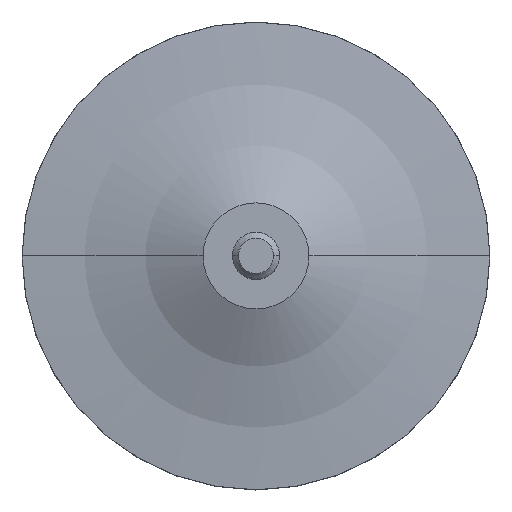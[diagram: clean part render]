
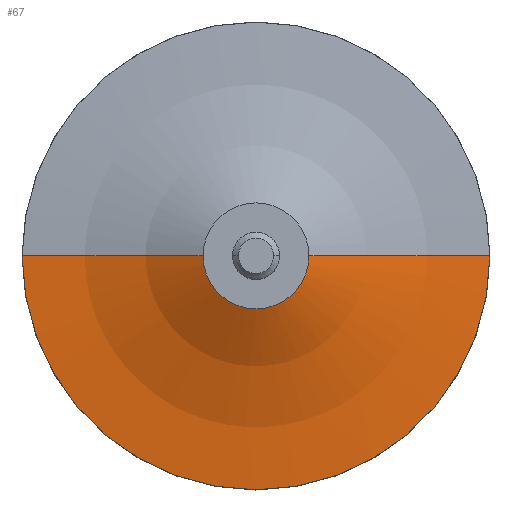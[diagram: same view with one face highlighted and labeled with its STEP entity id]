
A CAD part, top view. The second image highlights one B-rep face of the part: STEP entity #67.
In plain terms, the highlighted toroidal (fillet/blend) face has major radius 39.725 mm and minor radius 63 mm.
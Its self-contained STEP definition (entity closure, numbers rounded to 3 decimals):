
#38 = ORIENTED_EDGE ( 'NONE', *, *, #96, .F. ) ;
#67 = ADVANCED_FACE ( 'NONE', ( #312 ), #247, .F. ) ;
#68 = ORIENTED_EDGE ( 'NONE', *, *, #226, .F. ) ;
#78 = EDGE_LOOP ( 'NONE', ( #330, #375, #38, #68 ) ) ;
#87 = DIRECTION ( 'NONE',  ( -1., 0., 0. ) ) ;
#94 = CARTESIAN_POINT ( 'NONE',  ( -39.725, 0., 71. ) ) ;
#96 = EDGE_CURVE ( 'NONE', #175, #108, #298, .T. ) ;
#99 = AXIS2_PLACEMENT_3D ( 'NONE', #94, #350, #87 ) ;
#106 = CARTESIAN_POINT ( 'NONE',  ( -9., 0., 16. ) ) ;
#108 = VERTEX_POINT ( 'NONE', #347 ) ;
#112 = CARTESIAN_POINT ( 'NONE',  ( 39.725, 0., 71. ) ) ;
#123 = EDGE_CURVE ( 'NONE', #136, #332, #134, .T. ) ;
#134 = CIRCLE ( 'NONE', #170, 9. ) ;
#135 = DIRECTION ( 'NONE',  ( 0., 0., 1. ) ) ;
#136 = VERTEX_POINT ( 'NONE', #106 ) ;
#170 = AXIS2_PLACEMENT_3D ( 'NONE', #246, #135, #374 ) ;
#173 = DIRECTION ( 'NONE',  ( 0., 0., -1. ) ) ;
#175 = VERTEX_POINT ( 'NONE', #177 ) ;
#177 = CARTESIAN_POINT ( 'NONE',  ( 39.725, 0., 8. ) ) ;
#182 = CARTESIAN_POINT ( 'NONE',  ( 0., 0., 71. ) ) ;
#205 = DIRECTION ( 'NONE',  ( 0., -1., 0. ) ) ;
#214 = CARTESIAN_POINT ( 'NONE',  ( 9., 0., 16. ) ) ;
#226 = EDGE_CURVE ( 'NONE', #332, #175, #272, .T. ) ;
#236 = DIRECTION ( 'NONE',  ( 1., 0., 0. ) ) ;
#246 = CARTESIAN_POINT ( 'NONE',  ( 0., 0., 16. ) ) ;
#247 = TOROIDAL_SURFACE ( 'NONE', #255, 39.725, 63. ) ;
#255 = AXIS2_PLACEMENT_3D ( 'NONE', #182, #343, #236 ) ;
#272 = CIRCLE ( 'NONE', #289, 63. ) ;
#283 = DIRECTION ( 'NONE',  ( 1., 0., 0. ) ) ;
#289 = AXIS2_PLACEMENT_3D ( 'NONE', #112, #205, #316 ) ;
#298 = CIRCLE ( 'NONE', #363, 39.725 ) ;
#312 = FACE_OUTER_BOUND ( 'NONE', #78, .T. ) ;
#316 = DIRECTION ( 'NONE',  ( 0., 0., -1. ) ) ;
#330 = ORIENTED_EDGE ( 'NONE', *, *, #123, .F. ) ;
#332 = VERTEX_POINT ( 'NONE', #214 ) ;
#343 = DIRECTION ( 'NONE',  ( 0., 0., 1. ) ) ;
#347 = CARTESIAN_POINT ( 'NONE',  ( -39.725, 0., 8. ) ) ;
#350 = DIRECTION ( 'NONE',  ( 0., 1., 0. ) ) ;
#363 = AXIS2_PLACEMENT_3D ( 'NONE', #376, #173, #283 ) ;
#365 = EDGE_CURVE ( 'NONE', #136, #108, #387, .T. ) ;
#374 = DIRECTION ( 'NONE',  ( 1., 0., 0. ) ) ;
#375 = ORIENTED_EDGE ( 'NONE', *, *, #365, .T. ) ;
#376 = CARTESIAN_POINT ( 'NONE',  ( 0., 0., 8. ) ) ;
#387 = CIRCLE ( 'NONE', #99, 63. ) ;
